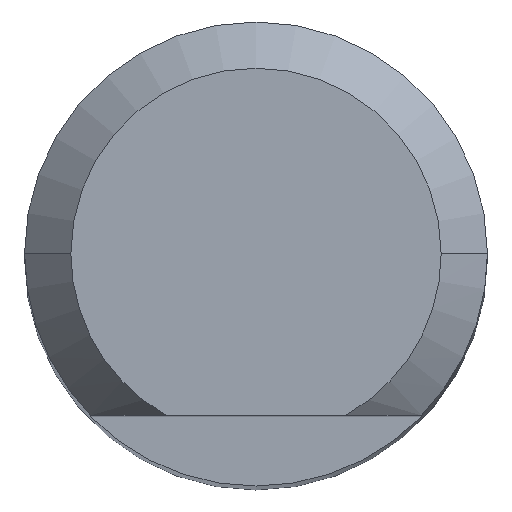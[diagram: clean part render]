
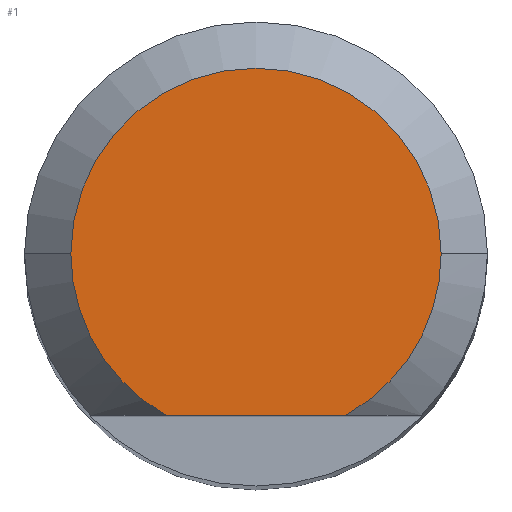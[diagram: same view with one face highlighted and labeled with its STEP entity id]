
A CAD part, top view. The second image highlights one B-rep face of the part: STEP entity #1.
In plain terms, the highlighted planar face has unit normal (0, 0, 1).
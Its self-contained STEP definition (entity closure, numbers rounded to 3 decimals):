
#1 = ADVANCED_FACE ( 'NONE', ( #161 ), #318, .T. ) ;
#5 = DIRECTION ( 'NONE',  ( 0., 0., 1. ) ) ;
#9 = CARTESIAN_POINT ( 'NONE',  ( 0., 0., 64. ) ) ;
#12 = DIRECTION ( 'NONE',  ( 0., 0., 1. ) ) ;
#16 = EDGE_LOOP ( 'NONE', ( #140, #221, #247, #254 ) ) ;
#20 = EDGE_CURVE ( 'NONE', #222, #150, #23, .T. ) ;
#23 = CIRCLE ( 'NONE', #253, 4. ) ;
#38 = AXIS2_PLACEMENT_3D ( 'NONE', #9, #5, #262 ) ;
#40 = DIRECTION ( 'NONE',  ( 0., 0., 1. ) ) ;
#47 = LINE ( 'NONE', #273, #269 ) ;
#56 = EDGE_CURVE ( 'NONE', #150, #272, #126, .T. ) ;
#88 = CARTESIAN_POINT ( 'NONE',  ( 0., 0., 64. ) ) ;
#93 = DIRECTION ( 'NONE',  ( 1., 0., 0. ) ) ;
#100 = DIRECTION ( 'NONE',  ( 0., 0., 1. ) ) ;
#108 = CARTESIAN_POINT ( 'NONE',  ( 1.936, -3.5, 64. ) ) ;
#123 = CARTESIAN_POINT ( 'NONE',  ( -4., 0., 64. ) ) ;
#125 = CARTESIAN_POINT ( 'NONE',  ( 0., 0., 64. ) ) ;
#126 = CIRCLE ( 'NONE', #38, 4. ) ;
#128 = EDGE_CURVE ( 'NONE', #272, #263, #47, .T. ) ;
#131 = CIRCLE ( 'NONE', #191, 4. ) ;
#135 = CARTESIAN_POINT ( 'NONE',  ( -1.936, -3.5, 64. ) ) ;
#140 = ORIENTED_EDGE ( 'NONE', *, *, #128, .T. ) ;
#146 = DIRECTION ( 'NONE',  ( 1., 0., 0. ) ) ;
#150 = VERTEX_POINT ( 'NONE', #123 ) ;
#161 = FACE_OUTER_BOUND ( 'NONE', #16, .T. ) ;
#169 = EDGE_CURVE ( 'NONE', #263, #222, #131, .T. ) ;
#182 = CARTESIAN_POINT ( 'NONE',  ( 4., 0., 64. ) ) ;
#187 = CARTESIAN_POINT ( 'NONE',  ( 0., 0., 64. ) ) ;
#191 = AXIS2_PLACEMENT_3D ( 'NONE', #125, #100, #146 ) ;
#204 = AXIS2_PLACEMENT_3D ( 'NONE', #187, #12, #93 ) ;
#221 = ORIENTED_EDGE ( 'NONE', *, *, #169, .T. ) ;
#222 = VERTEX_POINT ( 'NONE', #182 ) ;
#247 = ORIENTED_EDGE ( 'NONE', *, *, #20, .T. ) ;
#253 = AXIS2_PLACEMENT_3D ( 'NONE', #88, #40, #293 ) ;
#254 = ORIENTED_EDGE ( 'NONE', *, *, #56, .T. ) ;
#262 = DIRECTION ( 'NONE',  ( 1., 0., 0. ) ) ;
#263 = VERTEX_POINT ( 'NONE', #108 ) ;
#269 = VECTOR ( 'NONE', #327, 1000. ) ;
#272 = VERTEX_POINT ( 'NONE', #135 ) ;
#273 = CARTESIAN_POINT ( 'NONE',  ( 0., -3.5, 64. ) ) ;
#293 = DIRECTION ( 'NONE',  ( 1., 0., 0. ) ) ;
#318 = PLANE ( 'NONE',  #204 ) ;
#327 = DIRECTION ( 'NONE',  ( 1., 0., 0. ) ) ;
